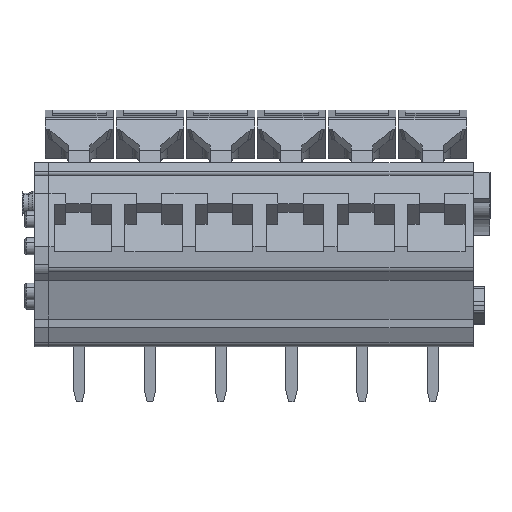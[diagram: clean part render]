
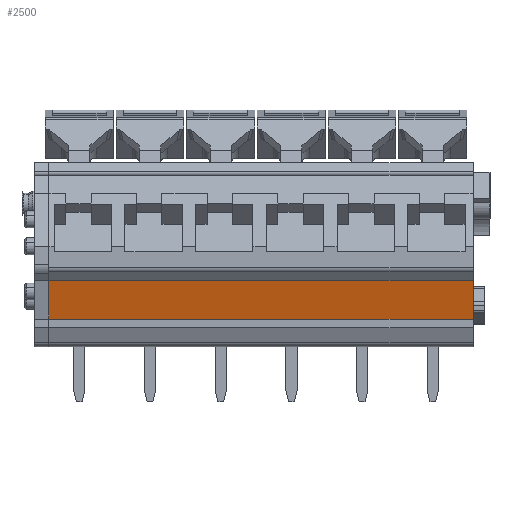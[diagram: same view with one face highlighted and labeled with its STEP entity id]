
A CAD part, front view. The second image highlights one B-rep face of the part: STEP entity #2500.
In plain terms, the highlighted planar face has unit normal (0, -0.966, -0.259).
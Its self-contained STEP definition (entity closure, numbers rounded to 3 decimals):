
#2487=AXIS2_PLACEMENT_3D('Plane Axis2P3D',#2484,#2485,#2486) ;
#629=CARTESIAN_POINT('Vertex',(1.9,1.37,5.863)) ;
#632=CARTESIAN_POINT('Line Origine',(1.9,1.002,7.238)) ;
#636=CARTESIAN_POINT('Vertex',(1.9,0.634,8.613)) ;
#1080=CARTESIAN_POINT('Vertex',(31.9,0.634,8.613)) ;
#1083=CARTESIAN_POINT('Line Origine',(31.9,1.002,7.238)) ;
#1087=CARTESIAN_POINT('Vertex',(31.9,1.37,5.863)) ;
#2471=CARTESIAN_POINT('Line Origine',(16.9,1.37,5.863)) ;
#2484=CARTESIAN_POINT('Axis2P3D Location',(4.05,1.37,5.863)) ;
#2489=CARTESIAN_POINT('Line Origine',(16.9,0.634,8.613)) ;
#633=DIRECTION('Vector Direction',(0.,-0.259,0.966)) ;
#1084=DIRECTION('Vector Direction',(0.,-0.259,0.966)) ;
#2472=DIRECTION('Vector Direction',(-1.,0.,0.)) ;
#2485=DIRECTION('Axis2P3D Direction',(0.,-0.966,-0.259)) ;
#2486=DIRECTION('Axis2P3D XDirection',(0.,-0.259,0.966)) ;
#2490=DIRECTION('Vector Direction',(-1.,0.,0.)) ;
#634=VECTOR('Line Direction',#633,1.) ;
#1085=VECTOR('Line Direction',#1084,1.) ;
#2473=VECTOR('Line Direction',#2472,1.) ;
#2491=VECTOR('Line Direction',#2490,1.) ;
#2495=ORIENTED_EDGE('',*,*,#2475,.F.) ;
#2496=ORIENTED_EDGE('',*,*,#1089,.T.) ;
#2497=ORIENTED_EDGE('',*,*,#2493,.T.) ;
#2498=ORIENTED_EDGE('',*,*,#638,.F.) ;
#2500=ADVANCED_FACE('Housing\\LMZF500-housing',(#2499),#2488,.T.) ;
#638=EDGE_CURVE('',#630,#637,#635,.T.) ;
#1089=EDGE_CURVE('',#1088,#1081,#1086,.T.) ;
#2475=EDGE_CURVE('',#1088,#630,#2474,.T.) ;
#2493=EDGE_CURVE('',#1081,#637,#2492,.T.) ;
#2494=EDGE_LOOP('',(#2495,#2496,#2497,#2498)) ;
#2499=FACE_OUTER_BOUND('',#2494,.T.) ;
#635=LINE('Line',#632,#634) ;
#1086=LINE('Line',#1083,#1085) ;
#2474=LINE('Line',#2471,#2473) ;
#2492=LINE('Line',#2489,#2491) ;
#2488=PLANE('',#2487) ;
#630=VERTEX_POINT('',#629) ;
#637=VERTEX_POINT('',#636) ;
#1081=VERTEX_POINT('',#1080) ;
#1088=VERTEX_POINT('',#1087) ;
